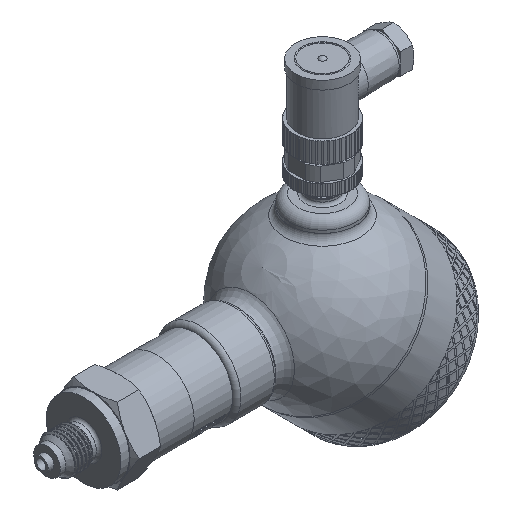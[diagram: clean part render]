
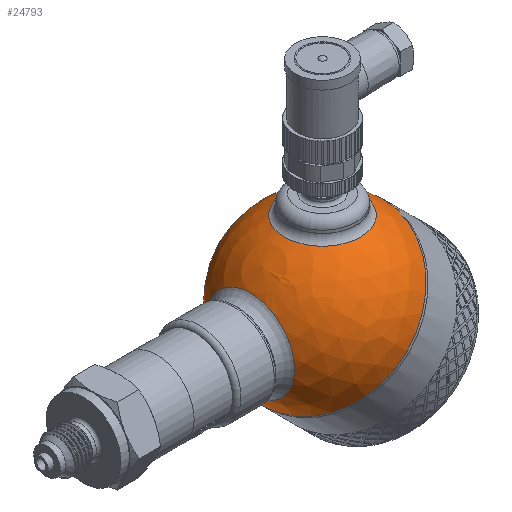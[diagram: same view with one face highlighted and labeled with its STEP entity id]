
A CAD part, isometric view. The second image highlights one B-rep face of the part: STEP entity #24793.
In plain terms, the highlighted spherical face has radius 30 mm.
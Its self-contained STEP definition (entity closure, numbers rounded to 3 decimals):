
#36=SPHERICAL_SURFACE('',#26296,30.);
#92=FACE_BOUND('',#3361,.T.);
#93=FACE_BOUND('',#3362,.T.);
#1741=FACE_OUTER_BOUND('',#3360,.T.);
#3360=EDGE_LOOP('',(#17778,#17779,#17780,#17781));
#3361=EDGE_LOOP('',(#17782));
#3362=EDGE_LOOP('',(#17783));
#4845=CIRCLE('',#26218,30.);
#4846=CIRCLE('',#26219,30.);
#4873=CIRCLE('',#26292,13.5);
#4876=CIRCLE('',#26297,30.);
#4877=CIRCLE('',#26298,15.643);
#9470=VERTEX_POINT('',#34866);
#9471=VERTEX_POINT('',#34868);
#9970=VERTEX_POINT('',#41255);
#9972=VERTEX_POINT('',#41262);
#9973=VERTEX_POINT('',#41264);
#12143=EDGE_CURVE('',#9470,#9471,#4845,.T.);
#12144=EDGE_CURVE('',#9471,#9470,#4846,.T.);
#12895=EDGE_CURVE('',#9970,#9970,#4873,.T.);
#12898=EDGE_CURVE('',#9471,#9972,#4876,.T.);
#12899=EDGE_CURVE('',#9973,#9973,#4877,.T.);
#17778=ORIENTED_EDGE('',*,*,#12144,.F.);
#17779=ORIENTED_EDGE('',*,*,#12898,.T.);
#17780=ORIENTED_EDGE('',*,*,#12898,.F.);
#17781=ORIENTED_EDGE('',*,*,#12143,.F.);
#17782=ORIENTED_EDGE('',*,*,#12899,.F.);
#17783=ORIENTED_EDGE('',*,*,#12895,.F.);
#24793=ADVANCED_FACE('',(#1741,#92,#93),#36,.T.);
#26218=AXIS2_PLACEMENT_3D('',#34869,#27838,#27839);
#26219=AXIS2_PLACEMENT_3D('',#34870,#27840,#27841);
#26292=AXIS2_PLACEMENT_3D('',#41256,#28250,#28251);
#26296=AXIS2_PLACEMENT_3D('',#41261,#28258,#28259);
#26297=AXIS2_PLACEMENT_3D('',#41263,#28260,#28261);
#26298=AXIS2_PLACEMENT_3D('',#41265,#28262,#28263);
#27838=DIRECTION('center_axis',(1.,0.,0.));
#27839=DIRECTION('ref_axis',(0.,1.,0.));
#27840=DIRECTION('center_axis',(1.,0.,0.));
#27841=DIRECTION('ref_axis',(0.,1.,0.));
#28250=DIRECTION('center_axis',(-0.707,0.,-0.707));
#28251=DIRECTION('ref_axis',(-0.707,0.,0.707));
#28258=DIRECTION('center_axis',(1.,0.,0.));
#28259=DIRECTION('ref_axis',(0.,-1.,0.));
#28260=DIRECTION('center_axis',(0.,0.,1.));
#28261=DIRECTION('ref_axis',(0.,1.,0.));
#28262=DIRECTION('center_axis',(-0.707,0.,0.707));
#28263=DIRECTION('ref_axis',(0.707,0.,0.707));
#34866=CARTESIAN_POINT('',(0.,-30.,0.));
#34868=CARTESIAN_POINT('',(0.,30.,0.));
#34869=CARTESIAN_POINT('Origin',(0.,0.,0.));
#34870=CARTESIAN_POINT('Origin',(0.,0.,0.));
#41255=CARTESIAN_POINT('',(-9.398,0.,-28.49));
#41256=CARTESIAN_POINT('Origin',(-18.944,0.,-18.944));
#41261=CARTESIAN_POINT('Origin',(0.,0.,0.));
#41262=CARTESIAN_POINT('',(-30.,0.,0.));
#41263=CARTESIAN_POINT('Origin',(0.,0.,0.));
#41264=CARTESIAN_POINT('',(-29.162,0.,7.04));
#41265=CARTESIAN_POINT('Origin',(-18.101,0.,18.101));
